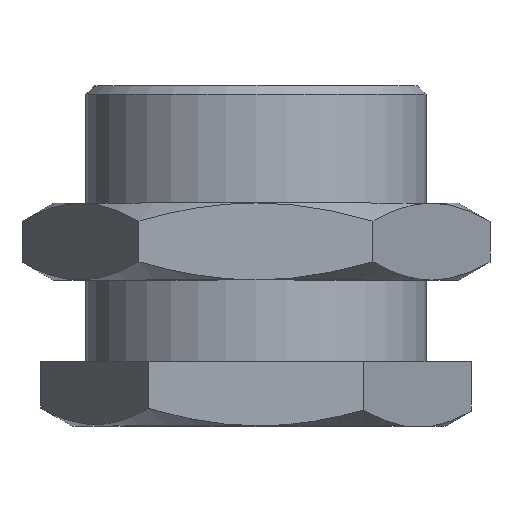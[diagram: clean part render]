
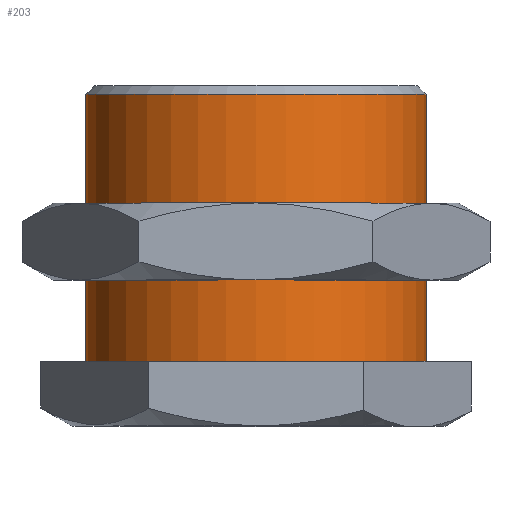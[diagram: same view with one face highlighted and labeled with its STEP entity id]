
A CAD part, top view. The second image highlights one B-rep face of the part: STEP entity #203.
In plain terms, the highlighted cylindrical face has radius 21 mm (diameter 42 mm), a partial arc.
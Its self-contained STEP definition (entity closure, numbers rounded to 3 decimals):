
#203=ADVANCED_FACE('',(#400),#401,.T.);
#400=FACE_OUTER_BOUND('',#593,.T.);
#401=CYLINDRICAL_SURFACE('',#594,21.0);
#593=EDGE_LOOP('',(#1055,#1056,#1057,#1058));
#594=AXIS2_PLACEMENT_3D('',#1059,#1060,#1061);
#1055=ORIENTED_EDGE('',*,*,#1234,.T.);
#1056=ORIENTED_EDGE('',*,*,#1195,.F.);
#1057=ORIENTED_EDGE('',*,*,#1235,.T.);
#1058=ORIENTED_EDGE('',*,*,#1218,.T.);
#1059=CARTESIAN_POINT('',(0.0,0.0,0.0));
#1060=DIRECTION('',(0.0,-1.0,0.0));
#1061=DIRECTION('',(1.0,0.0,0.0));
#1195=EDGE_CURVE('',#1290,#1294,#1441,.T.);
#1218=EDGE_CURVE('',#1470,#1469,#1472,.T.);
#1234=EDGE_CURVE('',#1469,#1294,#1489,.T.);
#1235=EDGE_CURVE('',#1290,#1470,#1490,.T.);
#1290=VERTEX_POINT('',#1568);
#1294=VERTEX_POINT('',#1573);
#1441=CIRCLE('',#1946,21.0);
#1469=VERTEX_POINT('',#2041);
#1470=VERTEX_POINT('',#2042);
#1472=CIRCLE('',#2044,21.0);
#1489=LINE('',#2072,#2073);
#1490=LINE('',#2074,#2075);
#1568=CARTESIAN_POINT('',(-21.0,32.918,0.0));
#1573=CARTESIAN_POINT('',(21.0,32.918,0.));
#1946=AXIS2_PLACEMENT_3D('',#2252,#2253,#2254);
#2041=CARTESIAN_POINT('',(21.0,0.0,0.0));
#2042=CARTESIAN_POINT('',(-21.0,0.0,0.));
#2044=AXIS2_PLACEMENT_3D('',#2271,#2272,#2273);
#2072=CARTESIAN_POINT('',(21.0,0.0,0.));
#2073=VECTOR('',#2288,1.0);
#2074=CARTESIAN_POINT('',(-21.0,0.0,0.));
#2075=VECTOR('',#2289,1.0);
#2252=CARTESIAN_POINT('',(0.0,32.918,0.0));
#2253=DIRECTION('',(-0.0,1.0,0.0));
#2254=DIRECTION('',(1.0,0.0,0.0));
#2271=CARTESIAN_POINT('',(0.0,0.0,0.0));
#2272=DIRECTION('',(-0.0,1.0,0.0));
#2273=DIRECTION('',(1.0,0.0,0.0));
#2288=DIRECTION('',(-0.0,1.0,-0.0));
#2289=DIRECTION('',(0.0,-1.0,0.0));
